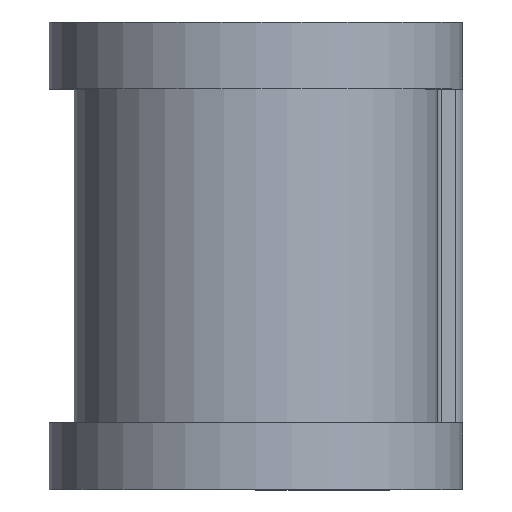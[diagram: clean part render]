
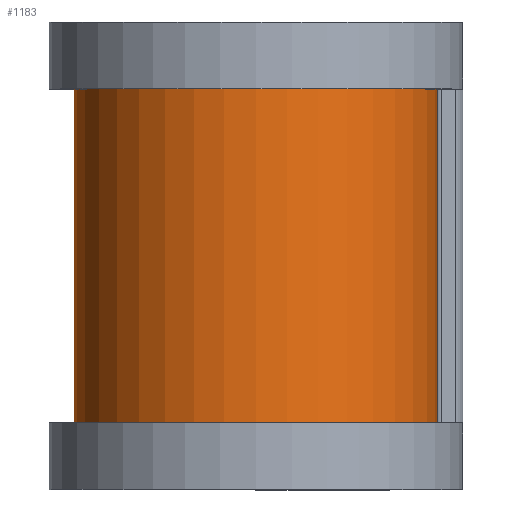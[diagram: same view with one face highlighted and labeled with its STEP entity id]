
A CAD part, top view. The second image highlights one B-rep face of the part: STEP entity #1183.
In plain terms, the highlighted cylindrical face has radius 11.062 mm (diameter 22.123 mm), a partial arc.
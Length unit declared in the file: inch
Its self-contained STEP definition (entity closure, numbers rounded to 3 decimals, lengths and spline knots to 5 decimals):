
#13 = DIRECTION ( 'NONE',  ( 0., -1., 0. ) ) ;
#205 = VECTOR ( 'NONE', #1129, 39.37008 ) ;
#206 = EDGE_CURVE ( 'NONE', #612, #1189, #874, .T. ) ;
#254 = EDGE_CURVE ( 'NONE', #1612, #866, #402, .T. ) ;
#257 = EDGE_CURVE ( 'NONE', #1612, #612, #638, .T. ) ;
#262 = EDGE_CURVE ( 'NONE', #866, #1189, #613, .T. ) ;
#341 = ORIENTED_EDGE ( 'NONE', *, *, #257, .T. ) ;
#402 = LINE ( 'NONE', #1216, #724 ) ;
#424 = DIRECTION ( 'NONE',  ( 0., -1., 0. ) ) ;
#497 = CYLINDRICAL_SURFACE ( 'NONE', #529, 0.4355 ) ;
#499 = FACE_OUTER_BOUND ( 'NONE', #1726, .T. ) ;
#521 = CARTESIAN_POINT ( 'NONE',  ( 0., 0.4, -0.4355 ) ) ;
#529 = AXIS2_PLACEMENT_3D ( 'NONE', #647, #1031, #650 ) ;
#612 = VERTEX_POINT ( 'NONE', #521 ) ;
#613 = CIRCLE ( 'NONE', #1568, 0.4355 ) ;
#638 = CIRCLE ( 'NONE', #1584, 0.4355 ) ;
#647 = CARTESIAN_POINT ( 'NONE',  ( 0., 0.5, 0. ) ) ;
#650 = DIRECTION ( 'NONE',  ( 0., 0., -1. ) ) ;
#654 = ORIENTED_EDGE ( 'NONE', *, *, #254, .F. ) ;
#724 = VECTOR ( 'NONE', #1390, 39.37008 ) ;
#834 = ORIENTED_EDGE ( 'NONE', *, *, #206, .T. ) ;
#866 = VERTEX_POINT ( 'NONE', #1328 ) ;
#874 = LINE ( 'NONE', #1012, #205 ) ;
#950 = CARTESIAN_POINT ( 'NONE',  ( 0.4355, 0.4, 0. ) ) ;
#1012 = CARTESIAN_POINT ( 'NONE',  ( 0., 0.5, -0.4355 ) ) ;
#1031 = DIRECTION ( 'NONE',  ( 0., -1., 0. ) ) ;
#1129 = DIRECTION ( 'NONE',  ( 0., -1., 0. ) ) ;
#1183 = ADVANCED_FACE ( 'NONE', ( #499 ), #497, .T. ) ;
#1189 = VERTEX_POINT ( 'NONE', #1592 ) ;
#1216 = CARTESIAN_POINT ( 'NONE',  ( 0.4355, 0.5, 0. ) ) ;
#1236 = ORIENTED_EDGE ( 'NONE', *, *, #262, .F. ) ;
#1328 = CARTESIAN_POINT ( 'NONE',  ( 0.4355, -0.4, 0. ) ) ;
#1390 = DIRECTION ( 'NONE',  ( 0., -1., 0. ) ) ;
#1497 = CARTESIAN_POINT ( 'NONE',  ( 0., 0.4, 0. ) ) ;
#1568 = AXIS2_PLACEMENT_3D ( 'NONE', #1738, #13, #1670 ) ;
#1584 = AXIS2_PLACEMENT_3D ( 'NONE', #1497, #424, #1624 ) ;
#1592 = CARTESIAN_POINT ( 'NONE',  ( 0., -0.4, -0.4355 ) ) ;
#1612 = VERTEX_POINT ( 'NONE', #950 ) ;
#1624 = DIRECTION ( 'NONE',  ( 0., 0., -1. ) ) ;
#1670 = DIRECTION ( 'NONE',  ( 0., 0., -1. ) ) ;
#1726 = EDGE_LOOP ( 'NONE', ( #654, #341, #834, #1236 ) ) ;
#1738 = CARTESIAN_POINT ( 'NONE',  ( 0., -0.4, 0. ) ) ;
